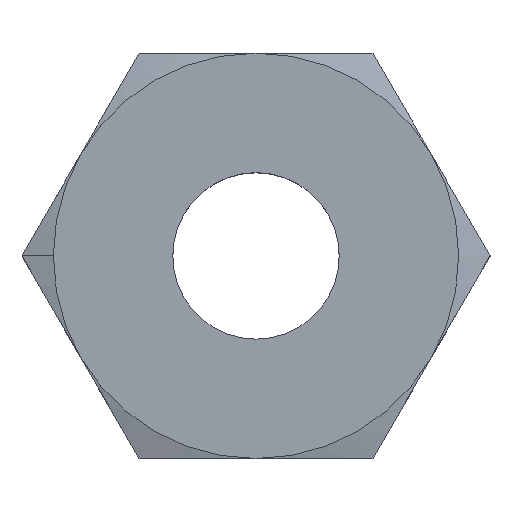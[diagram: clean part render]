
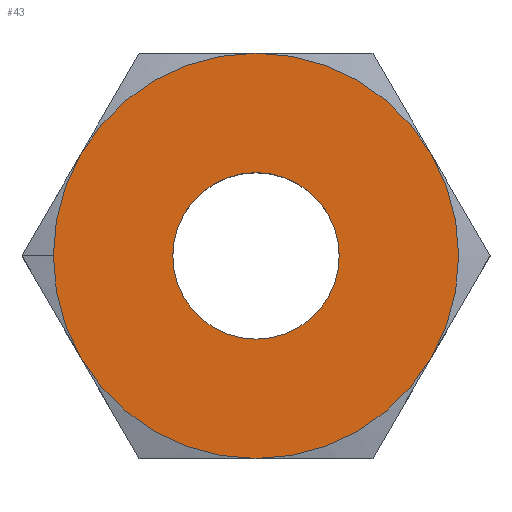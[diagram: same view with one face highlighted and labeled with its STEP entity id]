
A CAD part, top view. The second image highlights one B-rep face of the part: STEP entity #43.
In plain terms, the highlighted planar face has unit normal (0, 0, 1).
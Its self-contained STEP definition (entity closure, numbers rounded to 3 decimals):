
#8 = EDGE_CURVE ( 'NONE', #252, #751, #724, .T. ) ;
#13 = CARTESIAN_POINT ( 'NONE',  ( 0., 0., 0.36 ) ) ;
#33 = DIRECTION ( 'NONE',  ( 1., 0., 0. ) ) ;
#43 = ADVANCED_FACE ( 'NONE', ( #404, #522 ), #567, .T. ) ;
#66 = EDGE_CURVE ( 'NONE', #391, #590, #109, .T. ) ;
#80 = DIRECTION ( 'NONE',  ( 0., 0., 1. ) ) ;
#87 = DIRECTION ( 'NONE',  ( 1., 0., 0. ) ) ;
#88 = DIRECTION ( 'NONE',  ( 0., 0., 1. ) ) ;
#95 = VERTEX_POINT ( 'NONE', #677 ) ;
#96 = CARTESIAN_POINT ( 'NONE',  ( 0., 0., 0.36 ) ) ;
#98 = ORIENTED_EDGE ( 'NONE', *, *, #8, .F. ) ;
#106 = DIRECTION ( 'NONE',  ( 1., 0., 0. ) ) ;
#109 = CIRCLE ( 'NONE', #258, 0.876 ) ;
#131 = CARTESIAN_POINT ( 'NONE',  ( -0.876, 0., 0.36 ) ) ;
#133 = CARTESIAN_POINT ( 'NONE',  ( 0.36, 0., 0.36 ) ) ;
#151 = CIRCLE ( 'NONE', #286, 0.876 ) ;
#177 = DIRECTION ( 'NONE',  ( 0., 0., 1. ) ) ;
#183 = ORIENTED_EDGE ( 'NONE', *, *, #536, .T. ) ;
#185 = CARTESIAN_POINT ( 'NONE',  ( 0., -0.876, 0.36 ) ) ;
#188 = ORIENTED_EDGE ( 'NONE', *, *, #616, .F. ) ;
#192 = AXIS2_PLACEMENT_3D ( 'NONE', #697, #457, #106 ) ;
#206 = DIRECTION ( 'NONE',  ( 0., 0., 1. ) ) ;
#211 = CARTESIAN_POINT ( 'NONE',  ( -0.36, 0., 0.36 ) ) ;
#212 = VERTEX_POINT ( 'NONE', #707 ) ;
#227 = CARTESIAN_POINT ( 'NONE',  ( 0., 0., 0.36 ) ) ;
#230 = AXIS2_PLACEMENT_3D ( 'NONE', #259, #88, #670 ) ;
#232 = ORIENTED_EDGE ( 'NONE', *, *, #419, .T. ) ;
#233 = CIRCLE ( 'NONE', #721, 0.876 ) ;
#239 = AXIS2_PLACEMENT_3D ( 'NONE', #466, #637, #287 ) ;
#242 = EDGE_LOOP ( 'NONE', ( #98, #188 ) ) ;
#248 = EDGE_CURVE ( 'NONE', #389, #95, #432, .T. ) ;
#252 = VERTEX_POINT ( 'NONE', #133 ) ;
#255 = DIRECTION ( 'NONE',  ( 1., 0., 0. ) ) ;
#258 = AXIS2_PLACEMENT_3D ( 'NONE', #622, #553, #255 ) ;
#259 = CARTESIAN_POINT ( 'NONE',  ( 0., 0., 0.36 ) ) ;
#279 = ORIENTED_EDGE ( 'NONE', *, *, #305, .T. ) ;
#286 = AXIS2_PLACEMENT_3D ( 'NONE', #746, #635, #33 ) ;
#287 = DIRECTION ( 'NONE',  ( -1., 0., 0. ) ) ;
#292 = CIRCLE ( 'NONE', #230, 0.36 ) ;
#302 = VERTEX_POINT ( 'NONE', #185 ) ;
#305 = EDGE_CURVE ( 'NONE', #590, #212, #151, .T. ) ;
#306 = CIRCLE ( 'NONE', #239, 0.876 ) ;
#313 = DIRECTION ( 'NONE',  ( 1., 0., 0. ) ) ;
#325 = VERTEX_POINT ( 'NONE', #561 ) ;
#337 = ORIENTED_EDGE ( 'NONE', *, *, #736, .F. ) ;
#365 = CARTESIAN_POINT ( 'NONE',  ( 0.759, -0.438, 0.36 ) ) ;
#366 = DIRECTION ( 'NONE',  ( 1., 0., 0. ) ) ;
#389 = VERTEX_POINT ( 'NONE', #131 ) ;
#391 = VERTEX_POINT ( 'NONE', #365 ) ;
#393 = CIRCLE ( 'NONE', #571, 0.876 ) ;
#404 = FACE_BOUND ( 'NONE', #242, .T. ) ;
#417 = ORIENTED_EDGE ( 'NONE', *, *, #248, .T. ) ;
#419 = EDGE_CURVE ( 'NONE', #302, #391, #233, .T. ) ;
#432 = CIRCLE ( 'NONE', #438, 0.876 ) ;
#438 = AXIS2_PLACEMENT_3D ( 'NONE', #485, #714, #366 ) ;
#443 = DIRECTION ( 'NONE',  ( 1., 0., 0. ) ) ;
#457 = DIRECTION ( 'NONE',  ( 0., 0., 1. ) ) ;
#460 = ORIENTED_EDGE ( 'NONE', *, *, #66, .T. ) ;
#466 = CARTESIAN_POINT ( 'NONE',  ( 0., 0., 0.36 ) ) ;
#479 = AXIS2_PLACEMENT_3D ( 'NONE', #96, #629, #443 ) ;
#483 = EDGE_LOOP ( 'NONE', ( #460, #279, #337, #183, #417, #607, #232 ) ) ;
#485 = CARTESIAN_POINT ( 'NONE',  ( 0., 0., 0.36 ) ) ;
#512 = EDGE_CURVE ( 'NONE', #95, #302, #393, .T. ) ;
#522 = FACE_OUTER_BOUND ( 'NONE', #483, .T. ) ;
#536 = EDGE_CURVE ( 'NONE', #325, #389, #609, .T. ) ;
#553 = DIRECTION ( 'NONE',  ( 0., 0., 1. ) ) ;
#560 = CARTESIAN_POINT ( 'NONE',  ( 0., 0., 0.36 ) ) ;
#561 = CARTESIAN_POINT ( 'NONE',  ( -0.759, 0.438, 0.36 ) ) ;
#564 = CARTESIAN_POINT ( 'NONE',  ( 0.759, 0.438, 0.36 ) ) ;
#567 = PLANE ( 'NONE',  #479 ) ;
#571 = AXIS2_PLACEMENT_3D ( 'NONE', #227, #177, #587 ) ;
#587 = DIRECTION ( 'NONE',  ( 1., 0., 0. ) ) ;
#590 = VERTEX_POINT ( 'NONE', #564 ) ;
#607 = ORIENTED_EDGE ( 'NONE', *, *, #512, .T. ) ;
#609 = CIRCLE ( 'NONE', #192, 0.876 ) ;
#610 = AXIS2_PLACEMENT_3D ( 'NONE', #560, #206, #87 ) ;
#616 = EDGE_CURVE ( 'NONE', #751, #252, #292, .T. ) ;
#622 = CARTESIAN_POINT ( 'NONE',  ( 0., 0., 0.36 ) ) ;
#629 = DIRECTION ( 'NONE',  ( 0., 0., 1. ) ) ;
#635 = DIRECTION ( 'NONE',  ( 0., 0., 1. ) ) ;
#637 = DIRECTION ( 'NONE',  ( 0., 0., -1. ) ) ;
#670 = DIRECTION ( 'NONE',  ( 1., 0., 0. ) ) ;
#677 = CARTESIAN_POINT ( 'NONE',  ( -0.759, -0.438, 0.36 ) ) ;
#697 = CARTESIAN_POINT ( 'NONE',  ( 0., 0., 0.36 ) ) ;
#707 = CARTESIAN_POINT ( 'NONE',  ( 0., 0.876, 0.36 ) ) ;
#714 = DIRECTION ( 'NONE',  ( 0., 0., 1. ) ) ;
#721 = AXIS2_PLACEMENT_3D ( 'NONE', #13, #80, #313 ) ;
#724 = CIRCLE ( 'NONE', #610, 0.36 ) ;
#736 = EDGE_CURVE ( 'NONE', #325, #212, #306, .T. ) ;
#746 = CARTESIAN_POINT ( 'NONE',  ( 0., 0., 0.36 ) ) ;
#751 = VERTEX_POINT ( 'NONE', #211 ) ;
